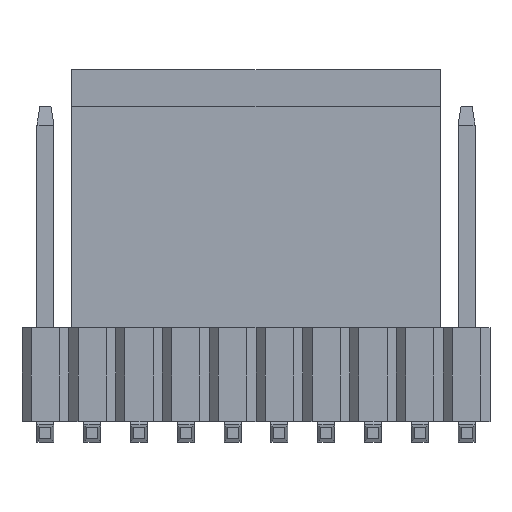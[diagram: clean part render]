
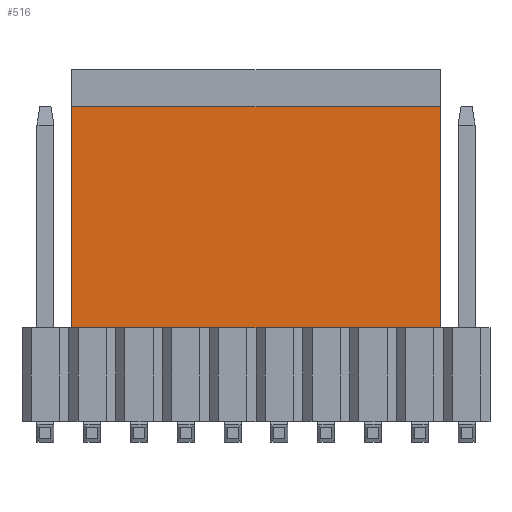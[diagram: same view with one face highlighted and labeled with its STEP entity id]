
A CAD part, top view. The second image highlights one B-rep face of the part: STEP entity #516.
In plain terms, the highlighted planar face has unit normal (0, 0, 1).
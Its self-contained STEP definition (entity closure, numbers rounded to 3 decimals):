
#147=CARTESIAN_POINT('',(0.715,2.54,2.21));
#148=VERTEX_POINT('',#147);
#155=CARTESIAN_POINT('',(0.715,8.54,2.21));
#156=VERTEX_POINT('',#155);
#157=CARTESIAN_POINT('',(0.715,2.54,2.21));
#158=DIRECTION('',(0.,1.,0.));
#159=VECTOR('',#158,6.);
#160=LINE('',#157,#159);
#161=EDGE_CURVE('',#148,#156,#160,.T.);
#343=CARTESIAN_POINT('',(10.715,8.54,2.21));
#344=VERTEX_POINT('',#343);
#360=CARTESIAN_POINT('',(0.715,8.54,2.21));
#361=DIRECTION('',(1.,0.,0.));
#362=VECTOR('',#361,10.);
#363=LINE('',#360,#362);
#364=EDGE_CURVE('',#156,#344,#363,.T.);
#493=CARTESIAN_POINT('',(0.715,8.54,2.21));
#494=DIRECTION('',(0.,-1.,0.));
#495=DIRECTION('',(-0.,0.,1.));
#496=AXIS2_PLACEMENT_3D('',#493,#495,#494);
#497=PLANE('',#496);
#498=ORIENTED_EDGE('',*,*,#161,.F.);
#499=CARTESIAN_POINT('',(10.715,2.54,2.21));
#500=VERTEX_POINT('',#499);
#501=CARTESIAN_POINT('',(0.715,2.54,2.21));
#502=DIRECTION('',(1.,0.,0.));
#503=VECTOR('',#502,10.);
#504=LINE('',#501,#503);
#505=EDGE_CURVE('',#148,#500,#504,.T.);
#506=ORIENTED_EDGE('',*,*,#505,.T.);
#507=CARTESIAN_POINT('',(10.715,2.54,2.21));
#508=DIRECTION('',(0.,1.,0.));
#509=VECTOR('',#508,6.);
#510=LINE('',#507,#509);
#511=EDGE_CURVE('',#500,#344,#510,.T.);
#512=ORIENTED_EDGE('',*,*,#511,.T.);
#513=ORIENTED_EDGE('',*,*,#364,.F.);
#514=EDGE_LOOP('',(#498,#506,#512,#513));
#515=FACE_OUTER_BOUND('',#514,.T.);
#516=ADVANCED_FACE('',(#515),#497,.T.);
